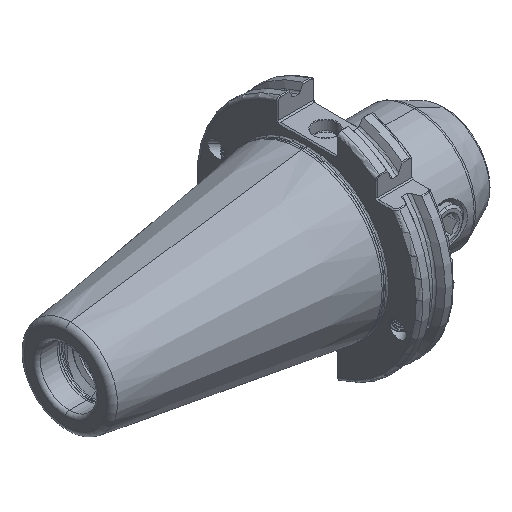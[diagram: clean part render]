
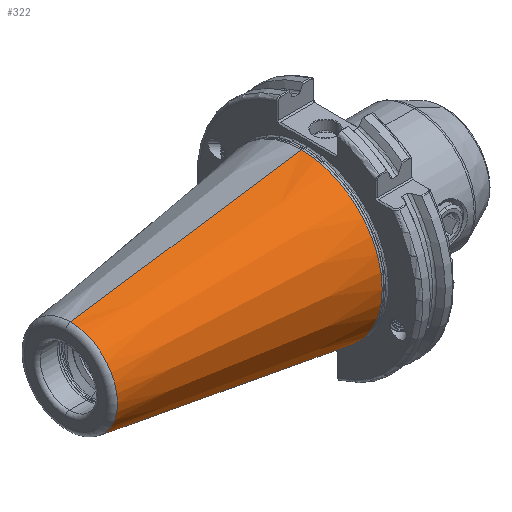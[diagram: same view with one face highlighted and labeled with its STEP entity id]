
A CAD part, isometric view. The second image highlights one B-rep face of the part: STEP entity #322.
In plain terms, the highlighted conical face has half-angle 8.297 degrees and reference radius 35.392 mm.
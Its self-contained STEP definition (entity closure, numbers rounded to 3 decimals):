
#322 = ADVANCED_FACE ( 'NONE', ( #12525 ), #12538, .T. ) ;
#823 = CARTESIAN_POINT ( 'NONE',  ( -2.5, -35.027, 0. ) ) ;
#833 = CARTESIAN_POINT ( 'NONE',  ( -2.5, 0., 35.027 ) ) ;
#3136 = EDGE_CURVE ( 'NONE', #28687, #28677, #12962, .T. ) ;
#3195 = EDGE_CURVE ( 'NONE', #17392, #28684, #13007, .T. ) ;
#5524 = CARTESIAN_POINT ( 'NONE',  ( -2.5, 0., -35.027 ) ) ;
#5546 = CARTESIAN_POINT ( 'NONE',  ( -102.811, 0., 20.399 ) ) ;
#5547 = CARTESIAN_POINT ( 'NONE',  ( -102.811, 0., -20.399 ) ) ;
#8751 = CARTESIAN_POINT ( 'NONE',  ( -102.811, 0., 0. ) ) ;
#8752 = DIRECTION ( 'NONE',  ( 1., 0., 0. ) ) ;
#8766 = DIRECTION ( 'NONE',  ( 0., 0., 1. ) ) ;
#10119 = CARTESIAN_POINT ( 'NONE',  ( -2.5, 0., 0. ) ) ;
#10143 = DIRECTION ( 'NONE',  ( 1., 0., 0. ) ) ;
#10147 = DIRECTION ( 'NONE',  ( 0., 1., 0. ) ) ;
#12276 = AXIS2_PLACEMENT_3D ( 'NONE', #8751, #8752, #8766 ) ;
#12408 = AXIS2_PLACEMENT_3D ( 'NONE', #13913, #13886, #13858 ) ;
#12525 = FACE_OUTER_BOUND ( 'NONE', #13871, .T. ) ;
#12538 = CONICAL_SURFACE ( 'NONE', #12408, 35.392, 0.145 ) ;
#12962 = CIRCLE ( 'NONE', #12276, 20.399 ) ;
#13007 = CIRCLE ( 'NONE', #18236, 35.027 ) ;
#13858 = DIRECTION ( 'NONE',  ( 0., 0., -1. ) ) ;
#13871 = EDGE_LOOP ( 'NONE', ( #28722, #28640, #28665, #28616, #28738 ) ) ;
#13886 = DIRECTION ( 'NONE',  ( 1., 0., 0. ) ) ;
#13913 = CARTESIAN_POINT ( 'NONE',  ( 0., 0., 0. ) ) ;
#17348 = VERTEX_POINT ( 'NONE', #833 ) ;
#17392 = VERTEX_POINT ( 'NONE', #823 ) ;
#18236 = AXIS2_PLACEMENT_3D ( 'NONE', #10119, #10143, #10147 ) ;
#18502 = AXIS2_PLACEMENT_3D ( 'NONE', #19064, #19077, #19087 ) ;
#18987 = CARTESIAN_POINT ( 'NONE',  ( 0., 0., 35.392 ) ) ;
#19005 = DIRECTION ( 'NONE',  ( 0.99, 0., 0.144 ) ) ;
#19064 = CARTESIAN_POINT ( 'NONE',  ( -2.5, 0., 0. ) ) ;
#19077 = DIRECTION ( 'NONE',  ( 1., 0., 0. ) ) ;
#19087 = DIRECTION ( 'NONE',  ( 0., 1., 0. ) ) ;
#19660 = LINE ( 'NONE', #26495, #19690 ) ;
#19690 = VECTOR ( 'NONE', #26458, 1000. ) ;
#19884 = VECTOR ( 'NONE', #19005, 1000. ) ;
#19891 = CIRCLE ( 'NONE', #18502, 35.027 ) ;
#19893 = LINE ( 'NONE', #18987, #19884 ) ;
#26458 = DIRECTION ( 'NONE',  ( 0.99, 0., -0.144 ) ) ;
#26495 = CARTESIAN_POINT ( 'NONE',  ( 0., 0., -35.392 ) ) ;
#26826 = EDGE_CURVE ( 'NONE', #28677, #28684, #19660, .T. ) ;
#26955 = EDGE_CURVE ( 'NONE', #28687, #17348, #19893, .T. ) ;
#26987 = EDGE_CURVE ( 'NONE', #17348, #17392, #19891, .T. ) ;
#28616 = ORIENTED_EDGE ( 'NONE', *, *, #3195, .F. ) ;
#28640 = ORIENTED_EDGE ( 'NONE', *, *, #3136, .T. ) ;
#28665 = ORIENTED_EDGE ( 'NONE', *, *, #26826, .T. ) ;
#28677 = VERTEX_POINT ( 'NONE', #5547 ) ;
#28684 = VERTEX_POINT ( 'NONE', #5524 ) ;
#28687 = VERTEX_POINT ( 'NONE', #5546 ) ;
#28722 = ORIENTED_EDGE ( 'NONE', *, *, #26955, .F. ) ;
#28738 = ORIENTED_EDGE ( 'NONE', *, *, #26987, .F. ) ;
